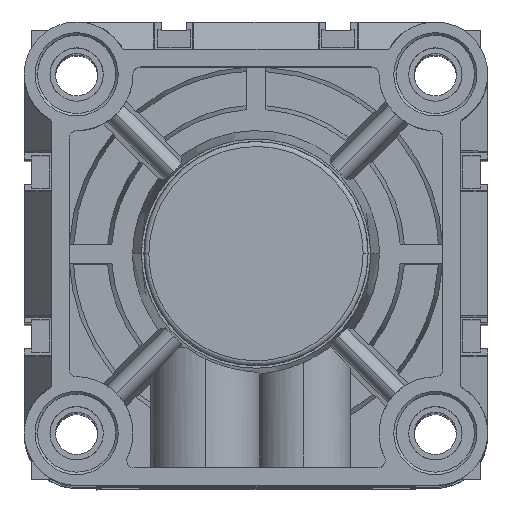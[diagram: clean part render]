
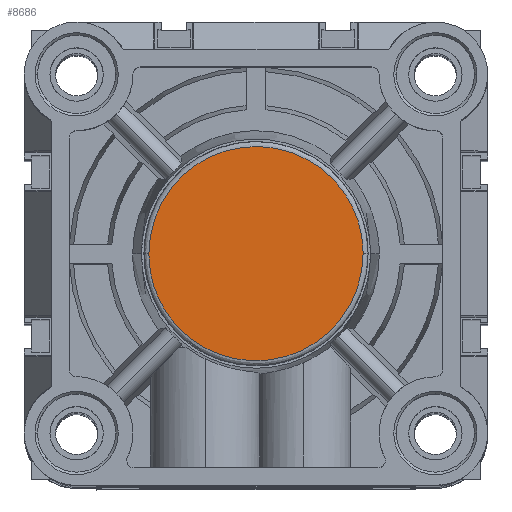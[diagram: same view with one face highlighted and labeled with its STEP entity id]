
A CAD part, top view. The second image highlights one B-rep face of the part: STEP entity #8686.
In plain terms, the highlighted planar face has unit normal (0, 0, 1).
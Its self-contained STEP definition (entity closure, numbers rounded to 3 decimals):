
#21 = CARTESIAN_POINT ( 'NONE',  ( 19.242, 19.242, 40. ) ) ;
#184 = DIRECTION ( 'NONE',  ( 0., 0., 1. ) ) ;
#4149 = CARTESIAN_POINT ( 'NONE',  ( 19.5, 41., 40. ) ) ;
#8686 = ADVANCED_FACE ( 'NONE', ( #45610 ), #14909, .T. ) ;
#9275 = CARTESIAN_POINT ( 'NONE',  ( 19.5, -2., 40. ) ) ;
#10285 = CARTESIAN_POINT ( 'NONE',  ( 19.5, 84., 40. ) ) ;
#11526 =( BOUNDED_CURVE ( )  B_SPLINE_CURVE ( 3, ( #23968, #38574, #9275, #35171 ),
 .UNSPECIFIED., .F., .T. ) 
 B_SPLINE_CURVE_WITH_KNOTS ( ( 4, 4 ),
 ( 0., 1. ),
 .UNSPECIFIED. ) 
 CURVE ( )  GEOMETRIC_REPRESENTATION_ITEM ( )  RATIONAL_B_SPLINE_CURVE ( ( 0.957, 0.319, 0.319, 0.957 ) ) 
 REPRESENTATION_ITEM ( '' )  );
#14181 = CARTESIAN_POINT ( 'NONE',  ( 62.5, 41., 40. ) ) ;
#14909 = PLANE ( 'NONE',  #34128 ) ;
#16782 = EDGE_CURVE ( 'NONE', #24651, #40620, #26610, .T. ) ;
#23430 = EDGE_CURVE ( 'NONE', #40620, #24651, #11526, .T. ) ;
#23968 = CARTESIAN_POINT ( 'NONE',  ( 62.5, 41., 40. ) ) ;
#24651 = VERTEX_POINT ( 'NONE', #4149 ) ;
#26061 = DIRECTION ( 'NONE',  ( 1., 0., 0. ) ) ;
#26610 =( BOUNDED_CURVE ( )  B_SPLINE_CURVE ( 3, ( #28883, #10285, #36362, #14181 ),
 .UNSPECIFIED., .F., .F. ) 
 B_SPLINE_CURVE_WITH_KNOTS ( ( 4, 4 ),
 ( 0., 1. ),
 .UNSPECIFIED. ) 
 CURVE ( )  GEOMETRIC_REPRESENTATION_ITEM ( )  RATIONAL_B_SPLINE_CURVE ( ( 0.957, 0.319, 0.319, 0.957 ) ) 
 REPRESENTATION_ITEM ( '' )  );
#28883 = CARTESIAN_POINT ( 'NONE',  ( 19.5, 41., 40. ) ) ;
#30846 = ORIENTED_EDGE ( 'NONE', *, *, #23430, .F. ) ;
#32813 = CARTESIAN_POINT ( 'NONE',  ( 62.5, 41., 40. ) ) ;
#34128 = AXIS2_PLACEMENT_3D ( 'NONE', #21, #184, #26061 ) ;
#35171 = CARTESIAN_POINT ( 'NONE',  ( 19.5, 41., 40. ) ) ;
#35411 = ORIENTED_EDGE ( 'NONE', *, *, #16782, .F. ) ;
#36362 = CARTESIAN_POINT ( 'NONE',  ( 62.5, 84., 40. ) ) ;
#38574 = CARTESIAN_POINT ( 'NONE',  ( 62.5, -2., 40. ) ) ;
#40620 = VERTEX_POINT ( 'NONE', #32813 ) ;
#40656 = EDGE_LOOP ( 'NONE', ( #35411, #30846 ) ) ;
#45610 = FACE_OUTER_BOUND ( 'NONE', #40656, .T. ) ;
